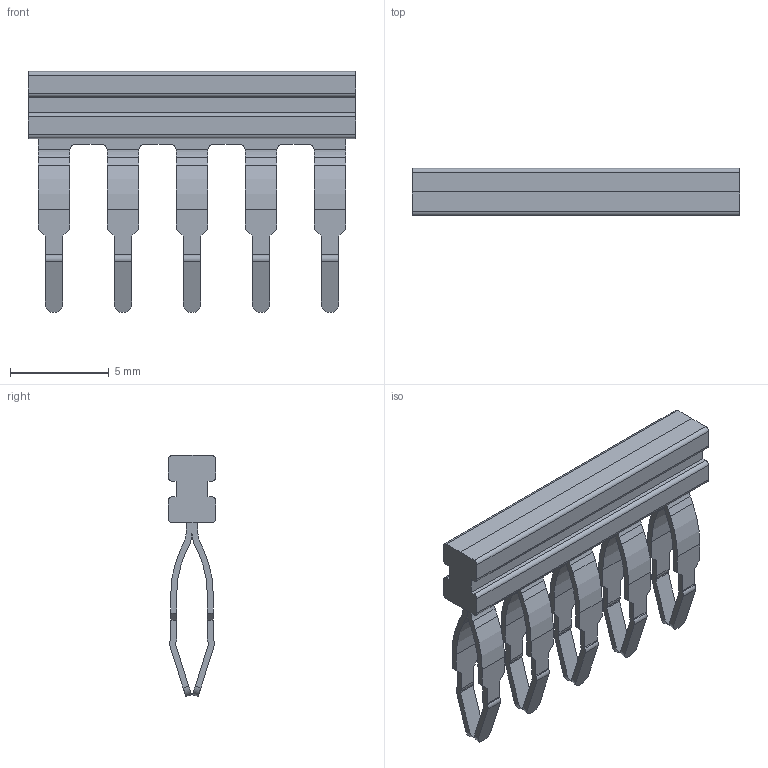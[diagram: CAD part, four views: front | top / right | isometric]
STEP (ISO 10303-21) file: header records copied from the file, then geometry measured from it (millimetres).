
FILE_DESCRIPTION(('CATIA V5R22 STEP214','CAx-IF Rec.Pracs.--- Model Styling and Organization---1.4--- 2014-01-23'),'2;1');
FILE_NAME ('020513-6_0', '2021-06-24T08:34:54+00:00', ('Weidmueller Interface'), ('Weidmueller'), 'CATIA Version 5-6 Release 2016 SP3 HF44', 'CATIA V5 STEP AP214', 'none');
FILE_SCHEMA(('AUTOMOTIVE_DESIGN { 1 0 10303 214 1 1 1 1 }'));
Length unit declared in the file: millimetre
Products named in the file (1): 1754240000
Bounding box: 16.6 x 2.4 x 12.22 mm (x, y, z)
Volume: 159.6 mm3; surface area: 516.8 mm2
Topology: 6 solids, 6 shells, 297 faces, 834 edges, 549 vertices
Faces by surface type: plane 157, cylinder 140
Entity records: 8666 total; most frequent: ORIENTED_EDGE 1668, CARTESIAN_POINT 1598, DIRECTION 1123, EDGE_CURVE 834, VERTEX_POINT 549, VECTOR 540, LINE 540, AXIS2_PLACEMENT_3D 431
